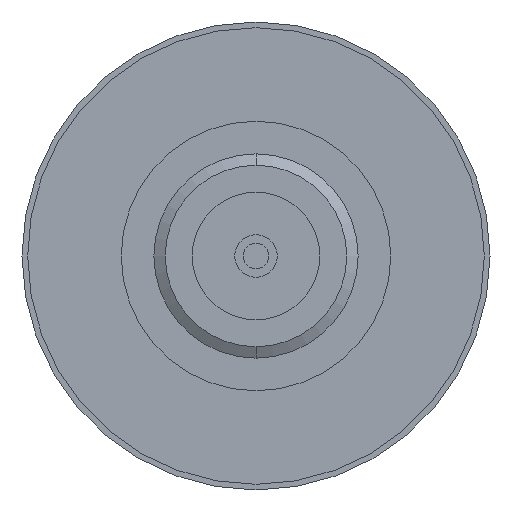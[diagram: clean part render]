
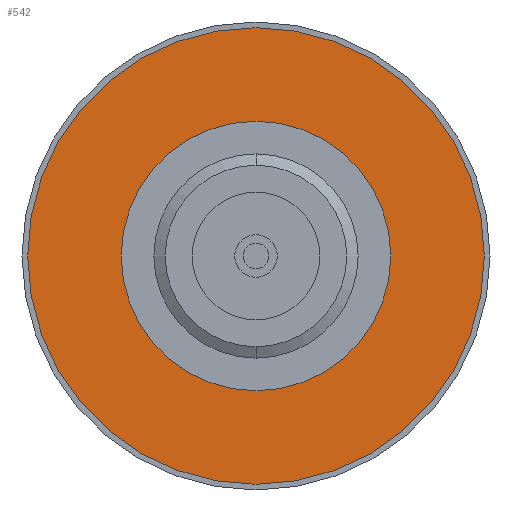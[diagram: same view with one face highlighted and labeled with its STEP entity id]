
A CAD part, front view. The second image highlights one B-rep face of the part: STEP entity #542.
In plain terms, the highlighted planar face has unit normal (0, -1, 0).
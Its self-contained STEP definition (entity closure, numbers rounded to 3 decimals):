
#99 = CARTESIAN_POINT ( 'NONE',  ( 148.5, 112., 0. ) ) ;
#107 = CARTESIAN_POINT ( 'NONE',  ( 148.5, 112., 8.05 ) ) ;
#124 = EDGE_LOOP ( 'NONE', ( #908, #2147 ) ) ;
#213 = AXIS2_PLACEMENT_3D ( 'NONE', #1876, #393, #883 ) ;
#294 = EDGE_CURVE ( 'NONE', #1036, #851, #699, .T. ) ;
#393 = DIRECTION ( 'NONE',  ( 0., -1., 0. ) ) ;
#420 = ORIENTED_EDGE ( 'NONE', *, *, #1316, .F. ) ;
#427 = DIRECTION ( 'NONE',  ( 0., 0., 1. ) ) ;
#493 = VERTEX_POINT ( 'NONE', #1438 ) ;
#528 = DIRECTION ( 'NONE',  ( 0., 1., 0. ) ) ;
#542 = ADVANCED_FACE ( 'NONE', ( #1404, #1735 ), #1290, .T. ) ;
#602 = CARTESIAN_POINT ( 'NONE',  ( 148.5, 112., 0. ) ) ;
#633 = AXIS2_PLACEMENT_3D ( 'NONE', #602, #1578, #1751 ) ;
#692 = EDGE_LOOP ( 'NONE', ( #1446, #420 ) ) ;
#699 = CIRCLE ( 'NONE', #1859, 4.75 ) ;
#773 = AXIS2_PLACEMENT_3D ( 'NONE', #99, #1561, #780 ) ;
#780 = DIRECTION ( 'NONE',  ( 0., 0., 1. ) ) ;
#792 = CIRCLE ( 'NONE', #633, 8.05 ) ;
#801 = EDGE_CURVE ( 'NONE', #851, #1036, #1527, .T. ) ;
#820 = CARTESIAN_POINT ( 'NONE',  ( 148.5, 112., 0. ) ) ;
#851 = VERTEX_POINT ( 'NONE', #1977 ) ;
#883 = DIRECTION ( 'NONE',  ( 0., 0., -1. ) ) ;
#908 = ORIENTED_EDGE ( 'NONE', *, *, #801, .T. ) ;
#1036 = VERTEX_POINT ( 'NONE', #1760 ) ;
#1226 = VERTEX_POINT ( 'NONE', #107 ) ;
#1233 = CARTESIAN_POINT ( 'NONE',  ( 148.5, 112., 0. ) ) ;
#1290 = PLANE ( 'NONE',  #213 ) ;
#1316 = EDGE_CURVE ( 'NONE', #493, #1226, #1533, .T. ) ;
#1404 = FACE_BOUND ( 'NONE', #124, .T. ) ;
#1427 = AXIS2_PLACEMENT_3D ( 'NONE', #1233, #2041, #427 ) ;
#1438 = CARTESIAN_POINT ( 'NONE',  ( 148.5, 112., -8.05 ) ) ;
#1446 = ORIENTED_EDGE ( 'NONE', *, *, #1874, .F. ) ;
#1527 = CIRCLE ( 'NONE', #1427, 4.75 ) ;
#1533 = CIRCLE ( 'NONE', #773, 8.05 ) ;
#1561 = DIRECTION ( 'NONE',  ( 0., 1., 0. ) ) ;
#1578 = DIRECTION ( 'NONE',  ( 0., 1., 0. ) ) ;
#1735 = FACE_OUTER_BOUND ( 'NONE', #692, .T. ) ;
#1751 = DIRECTION ( 'NONE',  ( 0., 0., 1. ) ) ;
#1760 = CARTESIAN_POINT ( 'NONE',  ( 148.5, 112., -4.75 ) ) ;
#1833 = DIRECTION ( 'NONE',  ( 0., 0., 1. ) ) ;
#1859 = AXIS2_PLACEMENT_3D ( 'NONE', #820, #528, #1833 ) ;
#1874 = EDGE_CURVE ( 'NONE', #1226, #493, #792, .T. ) ;
#1876 = CARTESIAN_POINT ( 'NONE',  ( 156.55, 112., 0. ) ) ;
#1977 = CARTESIAN_POINT ( 'NONE',  ( 148.5, 112., 4.75 ) ) ;
#2041 = DIRECTION ( 'NONE',  ( 0., 1., 0. ) ) ;
#2147 = ORIENTED_EDGE ( 'NONE', *, *, #294, .T. ) ;
